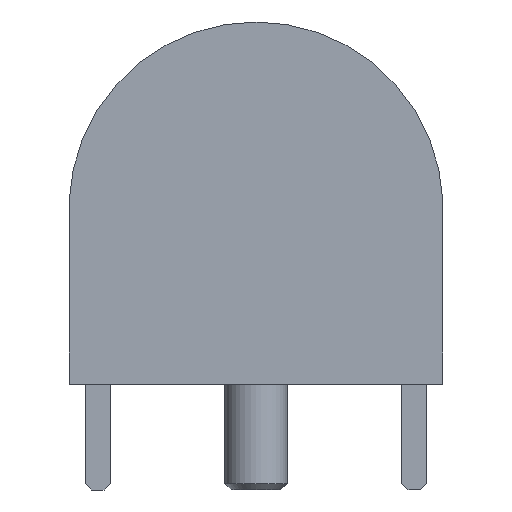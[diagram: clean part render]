
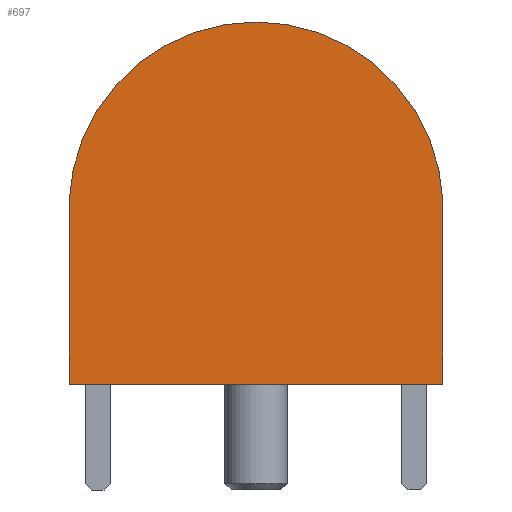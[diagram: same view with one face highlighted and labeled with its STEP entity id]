
A CAD part, left-side view. The second image highlights one B-rep face of the part: STEP entity #697.
In plain terms, the highlighted planar face has unit normal (-1, 0, 0).
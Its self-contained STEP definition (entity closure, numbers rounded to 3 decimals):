
#623 = VERTEX_POINT('',#624);
#624 = CARTESIAN_POINT('',(-16.5,6.,5.897));
#630 = EDGE_CURVE('',#631,#623,#633,.T.);
#631 = VERTEX_POINT('',#632);
#632 = CARTESIAN_POINT('',(-16.5,-6.,5.897));
#633 = CIRCLE('',#634,6.006);
#634 = AXIS2_PLACEMENT_3D('',#635,#636,#637);
#635 = CARTESIAN_POINT('',(-16.5,0.,5.621));
#636 = DIRECTION('',(-1.,0.,0.));
#637 = DIRECTION('',(0.,-0.999,0.046));
#655 = EDGE_CURVE('',#656,#631,#658,.T.);
#656 = VERTEX_POINT('',#657);
#657 = CARTESIAN_POINT('',(-16.5,-6.,0.));
#658 = LINE('',#659,#660);
#659 = CARTESIAN_POINT('',(-16.5,-6.,0.));
#660 = VECTOR('',#661,1.);
#661 = DIRECTION('',(0.,0.,1.));
#679 = VERTEX_POINT('',#680);
#680 = CARTESIAN_POINT('',(-16.5,6.,0.));
#686 = EDGE_CURVE('',#623,#679,#687,.T.);
#687 = LINE('',#688,#689);
#688 = CARTESIAN_POINT('',(-16.5,6.,5.897));
#689 = VECTOR('',#690,1.);
#690 = DIRECTION('',(0.,0.,-1.));
#697 = ADVANCED_FACE('',(#698),#709,.T.);
#698 = FACE_BOUND('',#699,.T.);
#699 = EDGE_LOOP('',(#700,#701,#707,#708));
#700 = ORIENTED_EDGE('',*,*,#686,.T.);
#701 = ORIENTED_EDGE('',*,*,#702,.T.);
#702 = EDGE_CURVE('',#679,#656,#703,.T.);
#703 = LINE('',#704,#705);
#704 = CARTESIAN_POINT('',(-16.5,6.,0.));
#705 = VECTOR('',#706,1.);
#706 = DIRECTION('',(0.,-1.,0.));
#707 = ORIENTED_EDGE('',*,*,#655,.T.);
#708 = ORIENTED_EDGE('',*,*,#630,.T.);
#709 = PLANE('',#710);
#710 = AXIS2_PLACEMENT_3D('',#711,#712,#713);
#711 = CARTESIAN_POINT('',(-16.5,0.,5.814));
#712 = DIRECTION('',(-1.,0.,0.));
#713 = DIRECTION('',(0.,0.,1.));
